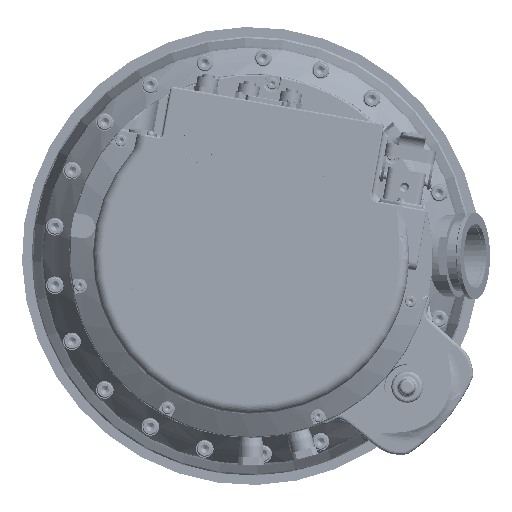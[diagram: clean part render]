
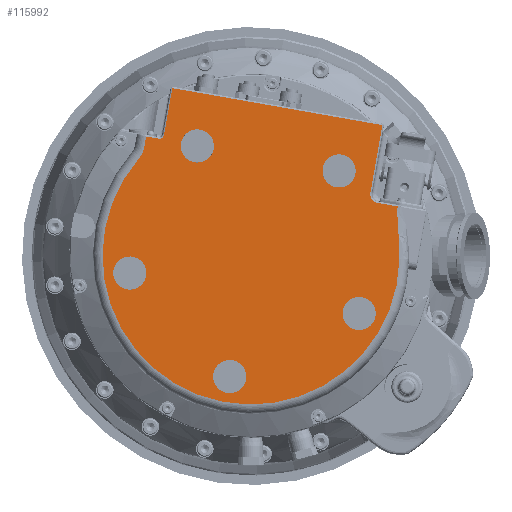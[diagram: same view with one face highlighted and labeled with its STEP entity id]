
A CAD part, front view. The second image highlights one B-rep face of the part: STEP entity #115992.
In plain terms, the highlighted planar face has unit normal (0, -1, 0).
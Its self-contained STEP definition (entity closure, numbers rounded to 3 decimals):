
#115831=CARTESIAN_POINT('',(-50.615,-155.,107.421));
#115832=DIRECTION('',(0.0,-1.0,0.0));
#115833=DIRECTION('',(0.0,0.0,-1.0));
#115834=AXIS2_PLACEMENT_3D('',#115831,#115832,#115833);
#115835=PLANE('',#115834);
#115836=CARTESIAN_POINT('',(75.591,-155.,39.981));
#115837=VERTEX_POINT('',#115836);
#115838=CARTESIAN_POINT('',(83.145,-155.,82.82));
#115839=VERTEX_POINT('',#115838);
#115840=CARTESIAN_POINT('',(75.591,-155.,39.981));
#115841=DIRECTION('',(0.174,0.,0.985));
#115842=VECTOR('',#115841,43.5);
#115843=LINE('',#115840,#115842);
#115844=EDGE_CURVE('',#115837,#115839,#115843,.T.);
#115845=ORIENTED_EDGE('',*,*,#115844,.T.);
#115846=CARTESIAN_POINT('',(-49.804,-155.,106.263));
#115847=VERTEX_POINT('',#115846);
#115848=CARTESIAN_POINT('',(83.145,-155.,82.82));
#115849=DIRECTION('',(-0.985,0.,0.174));
#115850=VECTOR('',#115849,135.);
#115851=LINE('',#115848,#115850);
#115852=EDGE_CURVE('',#115839,#115847,#115851,.T.);
#115853=ORIENTED_EDGE('',*,*,#115852,.T.);
#115854=CARTESIAN_POINT('',(-55.014,-155.,76.719));
#115855=VERTEX_POINT('',#115854);
#115856=CARTESIAN_POINT('',(-49.804,-155.,106.263));
#115857=DIRECTION('',(-0.174,0.,-0.985));
#115858=VECTOR('',#115857,30.);
#115859=LINE('',#115856,#115858);
#115860=EDGE_CURVE('',#115847,#115855,#115859,.T.);
#115861=ORIENTED_EDGE('',*,*,#115860,.T.);
#115862=CARTESIAN_POINT('',(-58.489,-155.,74.285));
#115863=VERTEX_POINT('',#115862);
#115864=CARTESIAN_POINT('',(-57.968,-155.,77.24));
#115865=DIRECTION('',(0.,1.,0.));
#115866=DIRECTION('',(-0.985,0.,0.174));
#115867=AXIS2_PLACEMENT_3D('',#115864,#115865,#115866);
#115868=CIRCLE('',#115867,3.0);
#115869=EDGE_CURVE('',#115855,#115863,#115868,.T.);
#115870=ORIENTED_EDGE('',*,*,#115869,.T.);
#115871=CARTESIAN_POINT('',(-66.368,-155.,75.674));
#115872=VERTEX_POINT('',#115871);
#115873=CARTESIAN_POINT('',(-58.489,-155.,74.285));
#115874=DIRECTION('',(-0.985,0.0,0.174));
#115875=VECTOR('',#115874,8.0);
#115876=LINE('',#115873,#115875);
#115877=EDGE_CURVE('',#115863,#115872,#115876,.T.);
#115878=ORIENTED_EDGE('',*,*,#115877,.T.);
#115879=CARTESIAN_POINT('',(-67.531,-155.,69.077));
#115880=VERTEX_POINT('',#115879);
#115881=CARTESIAN_POINT('',(-66.368,-155.,75.674));
#115882=DIRECTION('',(-0.174,0.0,-0.985));
#115883=VECTOR('',#115882,6.699);
#115884=LINE('',#115881,#115883);
#115885=EDGE_CURVE('',#115872,#115880,#115884,.T.);
#115886=ORIENTED_EDGE('',*,*,#115885,.T.);
#115887=CARTESIAN_POINT('',(-71.173,-155.,61.403));
#115888=VERTEX_POINT('',#115887);
#115889=CARTESIAN_POINT('',(-83.288,-155.,71.855));
#115890=DIRECTION('',(0.,1.,0.));
#115891=DIRECTION('',(-0.985,0.,0.174));
#115892=AXIS2_PLACEMENT_3D('',#115889,#115890,#115891);
#115893=CIRCLE('',#115892,16.0);
#115894=EDGE_CURVE('',#115880,#115888,#115893,.T.);
#115895=ORIENTED_EDGE('',*,*,#115894,.T.);
#115896=CARTESIAN_POINT('',(93.978,-155.,-2.033));
#115897=VERTEX_POINT('',#115896);
#115898=CARTESIAN_POINT('',(0.,-155.,0.));
#115899=DIRECTION('',(0.,-1.0,0.));
#115900=DIRECTION('',(-0.985,0.,0.174));
#115901=AXIS2_PLACEMENT_3D('',#115898,#115899,#115900);
#115902=CIRCLE('',#115901,94.);
#115903=EDGE_CURVE('',#115888,#115897,#115902,.T.);
#115904=ORIENTED_EDGE('',*,*,#115903,.T.);
#115905=CARTESIAN_POINT('',(92.924,-155.0,31.34));
#115906=VERTEX_POINT('',#115905);
#115907=CARTESIAN_POINT('',(93.978,-155.,-2.033));
#115908=CARTESIAN_POINT('',(94.099,-155.,3.552));
#115909=CARTESIAN_POINT('',(93.753,-155.,9.128));
#115910=CARTESIAN_POINT('',(93.036,-155.0,17.466));
#115911=CARTESIAN_POINT('',(92.762,-155.0,20.244));
#115912=CARTESIAN_POINT('',(92.493,-155.0,24.419));
#115913=CARTESIAN_POINT('',(92.427,-155.0,25.815));
#115914=CARTESIAN_POINT('',(92.455,-155.0,28.593));
#115915=CARTESIAN_POINT('',(92.503,-155.0,29.98));
#115916=CARTESIAN_POINT('',(92.924,-155.0,31.34));
#115917=B_SPLINE_CURVE_WITH_KNOTS('',3,(#115907,#115908,#115909,#115910,#115911,#115912,#115913,#115914,#115915,#115916),.UNSPECIFIED.,.F.,.U.,(4,2,2,2,4),(0.0,0.5,0.75,0.875,1.0),.UNSPECIFIED.);
#115918=EDGE_CURVE('',#115897,#115906,#115917,.T.);
#115919=ORIENTED_EDGE('',*,*,#115918,.T.);
#115920=CARTESIAN_POINT('',(80.052,-155.0,33.61));
#115921=VERTEX_POINT('',#115920);
#115922=CARTESIAN_POINT('',(92.924,-155.0,31.34));
#115923=DIRECTION('',(-0.985,0.0,0.174));
#115924=VECTOR('',#115923,13.07);
#115925=LINE('',#115922,#115924);
#115926=EDGE_CURVE('',#115906,#115921,#115925,.T.);
#115927=ORIENTED_EDGE('',*,*,#115926,.T.);
#115928=CARTESIAN_POINT('',(81.007,-155.,39.026));
#115929=DIRECTION('',(0.,1.,0.));
#115930=DIRECTION('',(-0.985,0.,0.174));
#115931=AXIS2_PLACEMENT_3D('',#115928,#115929,#115930);
#115932=CIRCLE('',#115931,5.5);
#115933=EDGE_CURVE('',#115921,#115837,#115932,.T.);
#115934=ORIENTED_EDGE('',*,*,#115933,.T.);
#115935=EDGE_LOOP('',(#115845,#115853,#115861,#115870,#115878,#115886,#115895,#115904,#115919,#115927,#115934));
#115936=FACE_OUTER_BOUND('',#115935,.T.);
#115937=CARTESIAN_POINT('',(-87.086,-155.,-8.963));
#115938=VERTEX_POINT('',#115937);
#115939=CARTESIAN_POINT('',(-76.746,-155.,-10.786));
#115940=DIRECTION('',(0.,-1.0,0.));
#115941=DIRECTION('',(-0.985,0.,0.174));
#115942=AXIS2_PLACEMENT_3D('',#115939,#115940,#115941);
#115943=CIRCLE('',#115942,10.5);
#115944=EDGE_CURVE('',#115938,#115938,#115943,.T.);
#115945=ORIENTED_EDGE('',*,*,#115944,.F.);
#115946=EDGE_LOOP('',(#115945));
#115947=FACE_BOUND('',#115946,.T.);
#115948=CARTESIAN_POINT('',(-44.314,-155.,71.48));
#115949=VERTEX_POINT('',#115948);
#115950=CARTESIAN_POINT('',(-33.974,-155.,69.657));
#115951=DIRECTION('',(0.,-1.0,0.));
#115952=DIRECTION('',(-0.985,0.,0.174));
#115953=AXIS2_PLACEMENT_3D('',#115950,#115951,#115952);
#115954=CIRCLE('',#115953,10.5);
#115955=EDGE_CURVE('',#115949,#115949,#115954,.T.);
#115956=ORIENTED_EDGE('',*,*,#115955,.F.);
#115957=EDGE_LOOP('',(#115956));
#115958=FACE_BOUND('',#115957,.T.);
#115959=CARTESIAN_POINT('',(45.408,-155.,55.659));
#115960=VERTEX_POINT('',#115959);
#115961=CARTESIAN_POINT('',(55.749,-155.,53.836));
#115962=DIRECTION('',(0.,-1.0,0.));
#115963=DIRECTION('',(-0.985,0.,0.174));
#115964=AXIS2_PLACEMENT_3D('',#115961,#115962,#115963);
#115965=CIRCLE('',#115964,10.5);
#115966=EDGE_CURVE('',#115960,#115960,#115965,.T.);
#115967=ORIENTED_EDGE('',*,*,#115966,.F.);
#115968=EDGE_LOOP('',(#115967));
#115969=FACE_BOUND('',#115968,.T.);
#115970=CARTESIAN_POINT('',(58.088,-155.,-34.561));
#115971=VERTEX_POINT('',#115970);
#115972=CARTESIAN_POINT('',(68.428,-155.,-36.384));
#115973=DIRECTION('',(0.,-1.0,0.));
#115974=DIRECTION('',(-0.985,0.,0.174));
#115975=AXIS2_PLACEMENT_3D('',#115972,#115973,#115974);
#115976=CIRCLE('',#115975,10.5);
#115977=EDGE_CURVE('',#115971,#115971,#115976,.T.);
#115978=ORIENTED_EDGE('',*,*,#115977,.F.);
#115979=EDGE_LOOP('',(#115978));
#115980=FACE_BOUND('',#115979,.T.);
#115981=CARTESIAN_POINT('',(-23.798,-155.,-74.499));
#115982=VERTEX_POINT('',#115981);
#115983=CARTESIAN_POINT('',(-13.458,-155.,-76.323));
#115984=DIRECTION('',(0.,-1.0,0.));
#115985=DIRECTION('',(-0.985,0.,0.174));
#115986=AXIS2_PLACEMENT_3D('',#115983,#115984,#115985);
#115987=CIRCLE('',#115986,10.5);
#115988=EDGE_CURVE('',#115982,#115982,#115987,.T.);
#115989=ORIENTED_EDGE('',*,*,#115988,.F.);
#115990=EDGE_LOOP('',(#115989));
#115991=FACE_BOUND('',#115990,.T.);
#115992=ADVANCED_FACE('',(#115936,#115947,#115958,#115969,#115980,#115991),#115835,.T.);
